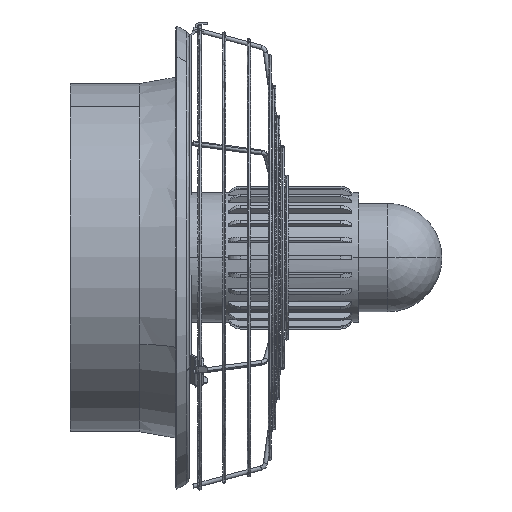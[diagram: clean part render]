
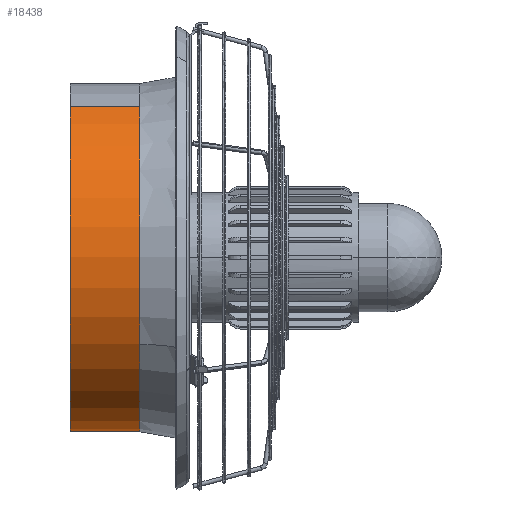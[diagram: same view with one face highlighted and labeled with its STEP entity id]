
A CAD part, top view. The second image highlights one B-rep face of the part: STEP entity #18438.
In plain terms, the highlighted cylindrical face has radius 131.5 mm (diameter 263 mm), a partial arc.
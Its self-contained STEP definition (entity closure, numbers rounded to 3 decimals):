
#752 = EDGE_CURVE ( 'NONE', #52247, #18032, #8108, .T. ) ;
#1740 = DIRECTION ( 'NONE',  ( -1., 0., 0. ) ) ;
#1998 = VECTOR ( 'NONE', #56511, 1000. ) ;
#2580 = DIRECTION ( 'NONE',  ( -1., 0., 0. ) ) ;
#3095 = DIRECTION ( 'NONE',  ( 0., 0.866, 0.5 ) ) ;
#3506 = EDGE_CURVE ( 'NONE', #33790, #40233, #5523, .T. ) ;
#4076 = VECTOR ( 'NONE', #11518, 1000. ) ;
#5523 = LINE ( 'NONE', #47921, #4076 ) ;
#8108 = CIRCLE ( 'NONE', #19101, 131.5 ) ;
#8994 = AXIS2_PLACEMENT_3D ( 'NONE', #16943, #22092, #3095 ) ;
#9754 = VERTEX_POINT ( 'NONE', #45003 ) ;
#11518 = DIRECTION ( 'NONE',  ( -1., 0., 0. ) ) ;
#13332 = EDGE_CURVE ( 'NONE', #52247, #9754, #14248, .T. ) ;
#14248 = LINE ( 'NONE', #33955, #1998 ) ;
#16832 = EDGE_CURVE ( 'NONE', #18032, #33790, #57972, .T. ) ;
#16943 = CARTESIAN_POINT ( 'NONE',  ( 414.657, 123.402, 0. ) ) ;
#17501 = AXIS2_PLACEMENT_3D ( 'NONE', #30037, #2580, #34618 ) ;
#18032 = VERTEX_POINT ( 'NONE', #18372 ) ;
#18184 = CARTESIAN_POINT ( 'NONE',  ( 467.157, 237.284, 65.75 ) ) ;
#18372 = CARTESIAN_POINT ( 'NONE',  ( 467.157, 57.652, 113.882 ) ) ;
#18438 = ADVANCED_FACE ( 'NONE', ( #44843 ), #56993, .T. ) ;
#18656 = ORIENTED_EDGE ( 'NONE', *, *, #13332, .F. ) ;
#19101 = AXIS2_PLACEMENT_3D ( 'NONE', #29182, #1740, #33774 ) ;
#22092 = DIRECTION ( 'NONE',  ( -1., 0., 0. ) ) ;
#22603 = ORIENTED_EDGE ( 'NONE', *, *, #3506, .T. ) ;
#26154 = AXIS2_PLACEMENT_3D ( 'NONE', #58330, #30962, #31748 ) ;
#28175 = EDGE_LOOP ( 'NONE', ( #18656, #37673, #42710, #22603, #34754 ) ) ;
#28868 = CIRCLE ( 'NONE', #8994, 131.5 ) ;
#29182 = CARTESIAN_POINT ( 'NONE',  ( 467.157, 123.402, 0. ) ) ;
#30037 = CARTESIAN_POINT ( 'NONE',  ( 467.157, 123.402, 0. ) ) ;
#30962 = DIRECTION ( 'NONE',  ( -1., 0., 0. ) ) ;
#31748 = DIRECTION ( 'NONE',  ( 0., 0.866, 0.5 ) ) ;
#32409 = CARTESIAN_POINT ( 'NONE',  ( 414.657, 237.284, 65.75 ) ) ;
#33774 = DIRECTION ( 'NONE',  ( 0., 0.5, -0.866 ) ) ;
#33790 = VERTEX_POINT ( 'NONE', #18184 ) ;
#33955 = CARTESIAN_POINT ( 'NONE',  ( 440.907, 9.52, -65.75 ) ) ;
#34618 = DIRECTION ( 'NONE',  ( 0., 0.5, -0.866 ) ) ;
#34754 = ORIENTED_EDGE ( 'NONE', *, *, #50538, .F. ) ;
#35789 = CARTESIAN_POINT ( 'NONE',  ( 467.157, 9.52, -65.75 ) ) ;
#37673 = ORIENTED_EDGE ( 'NONE', *, *, #752, .T. ) ;
#40233 = VERTEX_POINT ( 'NONE', #32409 ) ;
#42710 = ORIENTED_EDGE ( 'NONE', *, *, #16832, .T. ) ;
#44843 = FACE_OUTER_BOUND ( 'NONE', #28175, .T. ) ;
#45003 = CARTESIAN_POINT ( 'NONE',  ( 414.657, 9.52, -65.75 ) ) ;
#47921 = CARTESIAN_POINT ( 'NONE',  ( 440.907, 237.284, 65.75 ) ) ;
#50538 = EDGE_CURVE ( 'NONE', #9754, #40233, #28868, .T. ) ;
#52247 = VERTEX_POINT ( 'NONE', #35789 ) ;
#56511 = DIRECTION ( 'NONE',  ( -1., 0., 0. ) ) ;
#56993 = CYLINDRICAL_SURFACE ( 'NONE', #26154, 131.5 ) ;
#57972 = CIRCLE ( 'NONE', #17501, 131.5 ) ;
#58330 = CARTESIAN_POINT ( 'NONE',  ( 440.907, 123.402, 0. ) ) ;
